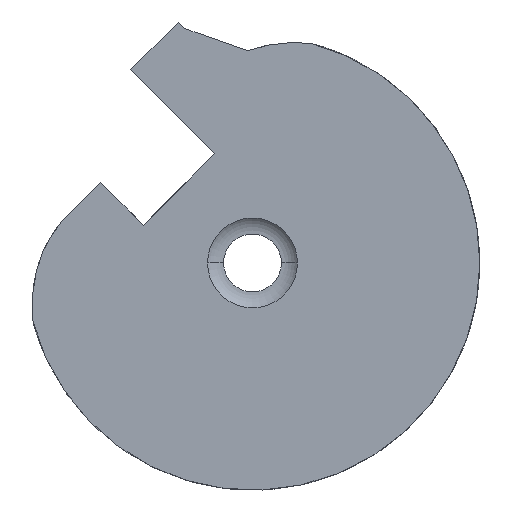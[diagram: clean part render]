
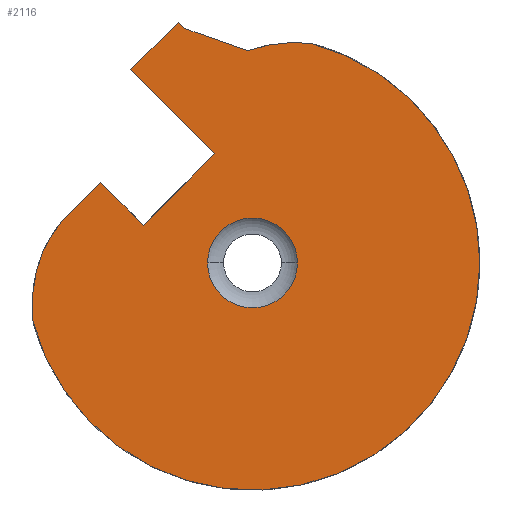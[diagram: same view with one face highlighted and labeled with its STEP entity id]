
A CAD part, front view. The second image highlights one B-rep face of the part: STEP entity #2116.
In plain terms, the highlighted planar face has unit normal (0, -1, 0).
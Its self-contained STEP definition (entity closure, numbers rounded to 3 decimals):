
#23 = EDGE_CURVE ( 'NONE', #606, #2052, #972, .T. ) ;
#35 = AXIS2_PLACEMENT_3D ( 'NONE', #620, #631, #639 ) ;
#47 = ORIENTED_EDGE ( 'NONE', *, *, #1612, .F. ) ;
#48 = EDGE_LOOP ( 'NONE', ( #1887, #1307, #739, #179, #1249, #112, #2369, #47, #2309, #1113, #2226 ) ) ;
#52 = VECTOR ( 'NONE', #2243, 1000. ) ;
#53 = CARTESIAN_POINT ( 'NONE',  ( 10.118, -4.5, 0. ) ) ;
#76 = CARTESIAN_POINT ( 'NONE',  ( 2.58, -4.5, 9.783 ) ) ;
#112 = ORIENTED_EDGE ( 'NONE', *, *, #2214, .F. ) ;
#179 = ORIENTED_EDGE ( 'NONE', *, *, #1546, .F. ) ;
#191 = CARTESIAN_POINT ( 'NONE',  ( 2.108, -4.5, 9.818 ) ) ;
#234 = EDGE_CURVE ( 'NONE', #1823, #980, #766, .T. ) ;
#235 = CARTESIAN_POINT ( 'NONE',  ( 1.636, -4.5, 9.818 ) ) ;
#242 = CARTESIAN_POINT ( 'NONE',  ( 0.694, -4.5, 9.714 ) ) ;
#276 = CARTESIAN_POINT ( 'NONE',  ( -0.208, -4.5, 9.447 ) ) ;
#302 = DIRECTION ( 'NONE',  ( -1., 0., 0. ) ) ;
#308 = DIRECTION ( 'NONE',  ( 0., 1., 0. ) ) ;
#319 = CARTESIAN_POINT ( 'NONE',  ( 0., -4.5, 0. ) ) ;
#379 = CARTESIAN_POINT ( 'NONE',  ( -8.542, -4.5, 1.806 ) ) ;
#399 = CARTESIAN_POINT ( 'NONE',  ( -2.41, -4.5, 10.238 ) ) ;
#406 = CIRCLE ( 'NONE', #1424, 2. ) ;
#413 = VECTOR ( 'NONE', #2014, 1000. ) ;
#488 = ORIENTED_EDGE ( 'NONE', *, *, #1966, .T. ) ;
#490 = EDGE_CURVE ( 'NONE', #1721, #2529, #2173, .T. ) ;
#551 = DIRECTION ( 'NONE',  ( -1., 0., 0. ) ) ;
#561 = DIRECTION ( 'NONE',  ( 0., 1., 0. ) ) ;
#568 = CARTESIAN_POINT ( 'NONE',  ( -9.413, -4.5, 0.344 ) ) ;
#573 = EDGE_CURVE ( 'NONE', #1423, #2701, #1877, .T. ) ;
#606 = VERTEX_POINT ( 'NONE', #1455 ) ;
#620 = CARTESIAN_POINT ( 'NONE',  ( 0., -4.5, 0. ) ) ;
#631 = DIRECTION ( 'NONE',  ( 0., 1., 0. ) ) ;
#639 = DIRECTION ( 'NONE',  ( -1., 0., 0. ) ) ;
#660 = CARTESIAN_POINT ( 'NONE',  ( 2.58, -4.5, 9.783 ) ) ;
#678 = CIRCLE ( 'NONE', #2277, 10.118 ) ;
#735 = DIRECTION ( 'NONE',  ( 0.707, 0., -0.707 ) ) ;
#739 = ORIENTED_EDGE ( 'NONE', *, *, #490, .F. ) ;
#759 = LINE ( 'NONE', #876, #2386 ) ;
#766 = CIRCLE ( 'NONE', #1529, 10.118 ) ;
#813 = CARTESIAN_POINT ( 'NONE',  ( -1.606, -4.5, 9.952 ) ) ;
#818 = CARTESIAN_POINT ( 'NONE',  ( -9.783, -4.5, -2.58 ) ) ;
#826 = CARTESIAN_POINT ( 'NONE',  ( -6.765, -4.5, 3.583 ) ) ;
#869 = VERTEX_POINT ( 'NONE', #2649 ) ;
#876 = CARTESIAN_POINT ( 'NONE',  ( -3.3, -4.5, 10.725 ) ) ;
#921 = B_SPLINE_CURVE_WITH_KNOTS ( 'NONE', 2,
 ( #1882, #399, #813, #2362, #1024 ),
 .UNSPECIFIED., .F., .F.,
 ( 3, 2, 3 ),
 ( 0., 0.5, 1. ),
 .UNSPECIFIED. ) ;
#932 = DIRECTION ( 'NONE',  ( 0., 1., 0. ) ) ;
#951 = VECTOR ( 'NONE', #2048, 1000. ) ;
#972 = LINE ( 'NONE', #1784, #413 ) ;
#980 = VERTEX_POINT ( 'NONE', #818 ) ;
#992 = LINE ( 'NONE', #2307, #1509 ) ;
#1011 = LINE ( 'NONE', #2035, #951 ) ;
#1024 = CARTESIAN_POINT ( 'NONE',  ( -0.208, -4.5, 9.447 ) ) ;
#1032 = CARTESIAN_POINT ( 'NONE',  ( 0., -4.5, 0. ) ) ;
#1044 = ORIENTED_EDGE ( 'NONE', *, *, #573, .T. ) ;
#1103 = CARTESIAN_POINT ( 'NONE',  ( 0.233, -4.5, 9.61 ) ) ;
#1113 = ORIENTED_EDGE ( 'NONE', *, *, #2745, .F. ) ;
#1167 = B_SPLINE_CURVE_WITH_KNOTS ( 'NONE', 3,
 ( #276, #1103, #242, #235, #191, #76 ),
 .UNSPECIFIED., .F., .F.,
 ( 4, 2, 4 ),
 ( 0., 0.5, 1. ),
 .UNSPECIFIED. ) ;
#1191 = LINE ( 'NONE', #1389, #52 ) ;
#1249 = ORIENTED_EDGE ( 'NONE', *, *, #2280, .F. ) ;
#1307 = ORIENTED_EDGE ( 'NONE', *, *, #2047, .F. ) ;
#1355 = FACE_OUTER_BOUND ( 'NONE', #48, .T. ) ;
#1389 = CARTESIAN_POINT ( 'NONE',  ( -4.856, -4.5, 1.674 ) ) ;
#1394 = CARTESIAN_POINT ( 'NONE',  ( -3.011, -4.5, 10.435 ) ) ;
#1415 = CARTESIAN_POINT ( 'NONE',  ( 2., -4.5, 0. ) ) ;
#1423 = VERTEX_POINT ( 'NONE', #1415 ) ;
#1424 = AXIS2_PLACEMENT_3D ( 'NONE', #1032, #561, #551 ) ;
#1427 = VERTEX_POINT ( 'NONE', #1394 ) ;
#1435 = FACE_BOUND ( 'NONE', #2186, .T. ) ;
#1455 = CARTESIAN_POINT ( 'NONE',  ( -8.238, -4.5, 2.11 ) ) ;
#1457 = CARTESIAN_POINT ( 'NONE',  ( -3.3, -4.5, 10.725 ) ) ;
#1463 = VERTEX_POINT ( 'NONE', #1767 ) ;
#1478 = PLANE ( 'NONE',  #1746 ) ;
#1490 = CARTESIAN_POINT ( 'NONE',  ( -1.606, -4.5, 9.952 ) ) ;
#1504 = DIRECTION ( 'NONE',  ( 0., 1., 0. ) ) ;
#1509 = VECTOR ( 'NONE', #2444, 1000. ) ;
#1510 = DIRECTION ( 'NONE',  ( 0., 0., -1. ) ) ;
#1529 = AXIS2_PLACEMENT_3D ( 'NONE', #319, #308, #302 ) ;
#1535 = CARTESIAN_POINT ( 'NONE',  ( -2., -4.5, 0. ) ) ;
#1542 = CARTESIAN_POINT ( 'NONE',  ( -3.3, -4.5, 10.725 ) ) ;
#1546 = EDGE_CURVE ( 'NONE', #2433, #1721, #992, .T. ) ;
#1612 = EDGE_CURVE ( 'NONE', #980, #606, #2509, .T. ) ;
#1694 = CARTESIAN_POINT ( 'NONE',  ( -5.422, -4.5, 8.604 ) ) ;
#1707 = CARTESIAN_POINT ( 'NONE',  ( -9.783, -4.5, -2.58 ) ) ;
#1721 = VERTEX_POINT ( 'NONE', #1694 ) ;
#1746 = AXIS2_PLACEMENT_3D ( 'NONE', #1490, #1504, #1510 ) ;
#1767 = CARTESIAN_POINT ( 'NONE',  ( -4.856, -4.5, 1.674 ) ) ;
#1784 = CARTESIAN_POINT ( 'NONE',  ( -8.238, -4.5, 2.11 ) ) ;
#1786 = EDGE_CURVE ( 'NONE', #869, #2687, #1167, .T. ) ;
#1823 = VERTEX_POINT ( 'NONE', #53 ) ;
#1867 = DIRECTION ( 'NONE',  ( 0.707, 0., 0.707 ) ) ;
#1877 = CIRCLE ( 'NONE', #35, 2. ) ;
#1882 = CARTESIAN_POINT ( 'NONE',  ( -3.011, -4.5, 10.435 ) ) ;
#1887 = ORIENTED_EDGE ( 'NONE', *, *, #2575, .F. ) ;
#1966 = EDGE_CURVE ( 'NONE', #2701, #1423, #406, .T. ) ;
#1987 = CARTESIAN_POINT ( 'NONE',  ( -1.674, -4.5, 4.856 ) ) ;
#2014 = DIRECTION ( 'NONE',  ( 0.707, 0., 0.707 ) ) ;
#2035 = CARTESIAN_POINT ( 'NONE',  ( -6.765, -4.5, 3.583 ) ) ;
#2047 = EDGE_CURVE ( 'NONE', #2529, #1427, #759, .T. ) ;
#2048 = DIRECTION ( 'NONE',  ( 0.707, 0., -0.707 ) ) ;
#2052 = VERTEX_POINT ( 'NONE', #826 ) ;
#2116 = ADVANCED_FACE ( 'NONE', ( #1355, #1435 ), #1478, .F. ) ;
#2173 = LINE ( 'NONE', #1542, #2572 ) ;
#2186 = EDGE_LOOP ( 'NONE', ( #1044, #488 ) ) ;
#2214 = EDGE_CURVE ( 'NONE', #2052, #1463, #1011, .T. ) ;
#2226 = ORIENTED_EDGE ( 'NONE', *, *, #1786, .F. ) ;
#2243 = DIRECTION ( 'NONE',  ( 0.707, 0., 0.707 ) ) ;
#2262 = CARTESIAN_POINT ( 'NONE',  ( 0., -4.5, 0. ) ) ;
#2277 = AXIS2_PLACEMENT_3D ( 'NONE', #2262, #932, #2493 ) ;
#2280 = EDGE_CURVE ( 'NONE', #1463, #2433, #1191, .T. ) ;
#2307 = CARTESIAN_POINT ( 'NONE',  ( -1.674, -4.5, 4.856 ) ) ;
#2309 = ORIENTED_EDGE ( 'NONE', *, *, #234, .F. ) ;
#2362 = CARTESIAN_POINT ( 'NONE',  ( -1.048, -4.5, 9.754 ) ) ;
#2369 = ORIENTED_EDGE ( 'NONE', *, *, #23, .F. ) ;
#2386 = VECTOR ( 'NONE', #735, 1000. ) ;
#2433 = VERTEX_POINT ( 'NONE', #1987 ) ;
#2444 = DIRECTION ( 'NONE',  ( -0.707, 0., 0.707 ) ) ;
#2493 = DIRECTION ( 'NONE',  ( -1., 0., 0. ) ) ;
#2509 = B_SPLINE_CURVE_WITH_KNOTS ( 'NONE', 3,
 ( #1707, #2641, #2801, #568, #2555, #2536, #379, #2780 ),
 .UNSPECIFIED., .F., .F.,
 ( 4, 2, 2, 4 ),
 ( 0., 0.5, 0.75, 1. ),
 .UNSPECIFIED. ) ;
#2529 = VERTEX_POINT ( 'NONE', #1457 ) ;
#2536 = CARTESIAN_POINT ( 'NONE',  ( -8.807, -4.5, 1.463 ) ) ;
#2555 = CARTESIAN_POINT ( 'NONE',  ( -9.242, -4.5, 0.733 ) ) ;
#2572 = VECTOR ( 'NONE', #1867, 1000. ) ;
#2575 = EDGE_CURVE ( 'NONE', #1427, #869, #921, .T. ) ;
#2641 = CARTESIAN_POINT ( 'NONE',  ( -9.846, -4.5, -1.728 ) ) ;
#2649 = CARTESIAN_POINT ( 'NONE',  ( -0.208, -4.5, 9.447 ) ) ;
#2687 = VERTEX_POINT ( 'NONE', #660 ) ;
#2701 = VERTEX_POINT ( 'NONE', #1535 ) ;
#2745 = EDGE_CURVE ( 'NONE', #2687, #1823, #678, .T. ) ;
#2780 = CARTESIAN_POINT ( 'NONE',  ( -8.238, -4.5, 2.11 ) ) ;
#2801 = CARTESIAN_POINT ( 'NONE',  ( -9.794, -4.5, -0.888 ) ) ;
